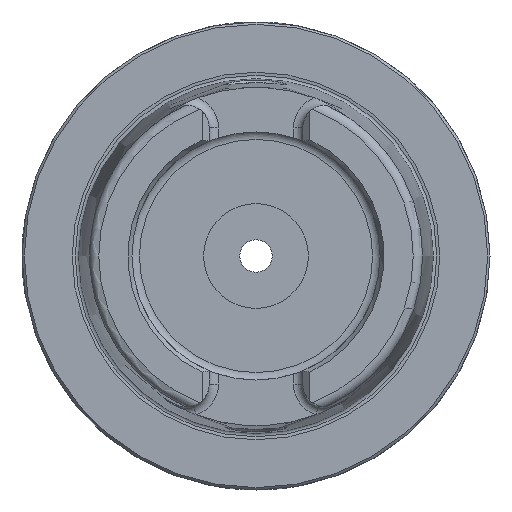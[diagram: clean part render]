
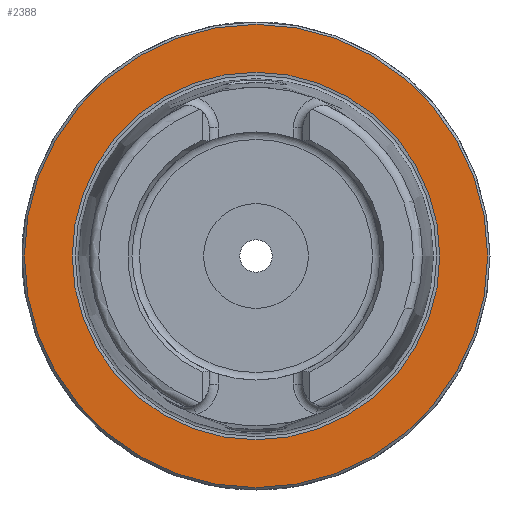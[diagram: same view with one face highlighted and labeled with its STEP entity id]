
A CAD part, left-side view. The second image highlights one B-rep face of the part: STEP entity #2388.
In plain terms, the highlighted planar face has unit normal (-1, 0, 0).
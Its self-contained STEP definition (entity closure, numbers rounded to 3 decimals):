
#103=FACE_BOUND('',#661,.T.);
#139=PLANE('',#2714);
#526=FACE_OUTER_BOUND('',#660,.T.);
#660=EDGE_LOOP('',(#2186,#2187));
#661=EDGE_LOOP('',(#2188,#2189));
#846=CIRCLE('',#2711,39.275);
#847=CIRCLE('',#2712,39.275);
#849=CIRCLE('',#2715,49.5);
#850=CIRCLE('',#2716,49.5);
#1112=VERTEX_POINT('',#5085);
#1113=VERTEX_POINT('',#5087);
#1114=VERTEX_POINT('',#5092);
#1115=VERTEX_POINT('',#5093);
#1476=EDGE_CURVE('',#1113,#1112,#846,.T.);
#1477=EDGE_CURVE('',#1112,#1113,#847,.T.);
#1479=EDGE_CURVE('',#1114,#1115,#849,.T.);
#1480=EDGE_CURVE('',#1115,#1114,#850,.T.);
#2186=ORIENTED_EDGE('',*,*,#1479,.F.);
#2187=ORIENTED_EDGE('',*,*,#1480,.F.);
#2188=ORIENTED_EDGE('',*,*,#1476,.T.);
#2189=ORIENTED_EDGE('',*,*,#1477,.T.);
#2388=ADVANCED_FACE('',(#526,#103),#139,.T.);
#2711=AXIS2_PLACEMENT_3D('',#5088,#3430,#3431);
#2712=AXIS2_PLACEMENT_3D('',#5089,#3432,#3433);
#2714=AXIS2_PLACEMENT_3D('',#5091,#3436,#3437);
#2715=AXIS2_PLACEMENT_3D('',#5094,#3438,#3439);
#2716=AXIS2_PLACEMENT_3D('',#5095,#3440,#3441);
#3430=DIRECTION('center_axis',(1.,0.,0.));
#3431=DIRECTION('ref_axis',(0.,0.,-1.));
#3432=DIRECTION('center_axis',(1.,0.,0.));
#3433=DIRECTION('ref_axis',(0.,0.,-1.));
#3436=DIRECTION('center_axis',(-1.,0.,0.));
#3437=DIRECTION('ref_axis',(0.,0.,1.));
#3438=DIRECTION('center_axis',(1.,0.,0.));
#3439=DIRECTION('ref_axis',(0.,0.,-1.));
#3440=DIRECTION('center_axis',(1.,0.,0.));
#3441=DIRECTION('ref_axis',(0.,0.,-1.));
#5085=CARTESIAN_POINT('',(0.,-39.275,0.));
#5087=CARTESIAN_POINT('',(0.,39.275,0.));
#5088=CARTESIAN_POINT('Origin',(0.,0.,0.));
#5089=CARTESIAN_POINT('Origin',(0.,0.,0.));
#5091=CARTESIAN_POINT('Origin',(0.,49.5,0.));
#5092=CARTESIAN_POINT('',(0.,49.5,0.));
#5093=CARTESIAN_POINT('',(0.,-49.5,0.));
#5094=CARTESIAN_POINT('Origin',(0.,0.,0.));
#5095=CARTESIAN_POINT('Origin',(0.,0.,0.));
